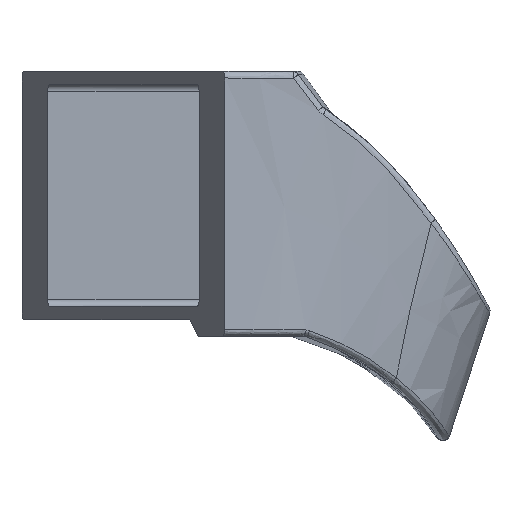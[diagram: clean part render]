
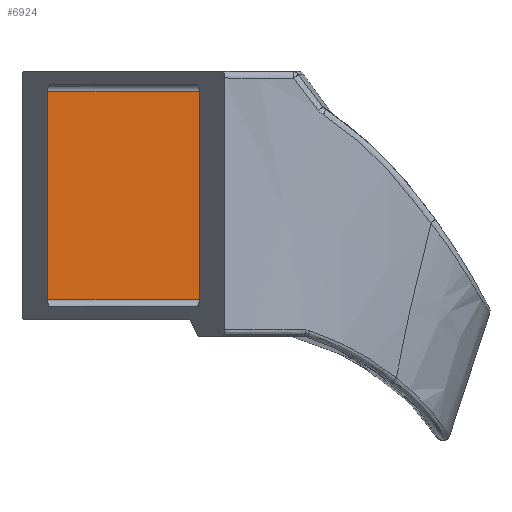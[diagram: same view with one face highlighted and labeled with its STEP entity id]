
A CAD part, left-side view. The second image highlights one B-rep face of the part: STEP entity #6924.
In plain terms, the highlighted planar face has unit normal (-1, 0, 0).
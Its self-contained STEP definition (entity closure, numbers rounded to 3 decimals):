
#16 = CARTESIAN_POINT ( 'NONE',  ( 41.634, -32.775, 99.313 ) ) ;
#69 = VECTOR ( 'NONE', #2869, 1000. ) ;
#81 = CARTESIAN_POINT ( 'NONE',  ( 41.634, -32.775, 99.313 ) ) ;
#209 = DIRECTION ( 'NONE',  ( 0., 0., -1. ) ) ;
#423 = EDGE_CURVE ( 'NONE', #2807, #4928, #5794, .T. ) ;
#632 = CARTESIAN_POINT ( 'NONE',  ( 41.634, -32.775, 95.113 ) ) ;
#1329 = VECTOR ( 'NONE', #1837, 1000. ) ;
#1344 = EDGE_LOOP ( 'NONE', ( #5907, #6069, #3935, #3807 ) ) ;
#1349 = EDGE_CURVE ( 'NONE', #2807, #5452, #2404, .T. ) ;
#1503 = CARTESIAN_POINT ( 'NONE',  ( 41.634, -23.413, 85.513 ) ) ;
#1625 = VECTOR ( 'NONE', #5938, 1000. ) ;
#1732 = FACE_OUTER_BOUND ( 'NONE', #1344, .T. ) ;
#1782 = CARTESIAN_POINT ( 'NONE',  ( 41.634, -32.775, 90.913 ) ) ;
#1837 = DIRECTION ( 'NONE',  ( 0., -1., 0. ) ) ;
#2259 = DIRECTION ( 'NONE',  ( 1., 0., 0. ) ) ;
#2364 = CARTESIAN_POINT ( 'NONE',  ( 41.634, -23.198, 99.313 ) ) ;
#2404 = LINE ( 'NONE', #1503, #1625 ) ;
#2807 = VERTEX_POINT ( 'NONE', #6692 ) ;
#2869 = DIRECTION ( 'NONE',  ( 0., 1., 0. ) ) ;
#2940 = PLANE ( 'NONE',  #4176 ) ;
#3480 = CARTESIAN_POINT ( 'NONE',  ( 41.634, -32.775, 86.713 ) ) ;
#3674 = CARTESIAN_POINT ( 'NONE',  ( 41.634, -23.413, 99.313 ) ) ;
#3807 = ORIENTED_EDGE ( 'NONE', *, *, #6899, .T. ) ;
#3935 = ORIENTED_EDGE ( 'NONE', *, *, #5560, .T. ) ;
#3969 = CARTESIAN_POINT ( 'NONE',  ( 41.634, -32.775, 86.713 ) ) ;
#4176 = AXIS2_PLACEMENT_3D ( 'NONE', #5126, #2259, #209 ) ;
#4441 = B_SPLINE_CURVE_WITH_KNOTS ( 'NONE', 3,
 ( #3969, #1782, #632, #16 ),
 .UNSPECIFIED., .F., .F.,
 ( 4, 4 ),
 ( 0.08, 0.92 ),
 .UNSPECIFIED. ) ;
#4559 = LINE ( 'NONE', #2364, #69 ) ;
#4705 = CARTESIAN_POINT ( 'NONE',  ( 41.634, -32.775, 86.713 ) ) ;
#4928 = VERTEX_POINT ( 'NONE', #4705 ) ;
#5126 = CARTESIAN_POINT ( 'NONE',  ( 41.634, -23.198, 85.513 ) ) ;
#5452 = VERTEX_POINT ( 'NONE', #3674 ) ;
#5560 = EDGE_CURVE ( 'NONE', #4928, #6381, #4441, .T. ) ;
#5794 = LINE ( 'NONE', #3480, #1329 ) ;
#5907 = ORIENTED_EDGE ( 'NONE', *, *, #1349, .F. ) ;
#5938 = DIRECTION ( 'NONE',  ( 0., 0., 1. ) ) ;
#6069 = ORIENTED_EDGE ( 'NONE', *, *, #423, .T. ) ;
#6381 = VERTEX_POINT ( 'NONE', #81 ) ;
#6692 = CARTESIAN_POINT ( 'NONE',  ( 41.634, -23.413, 86.713 ) ) ;
#6899 = EDGE_CURVE ( 'NONE', #6381, #5452, #4559, .T. ) ;
#6924 = ADVANCED_FACE ( 'NONE', ( #1732 ), #2940, .F. ) ;
